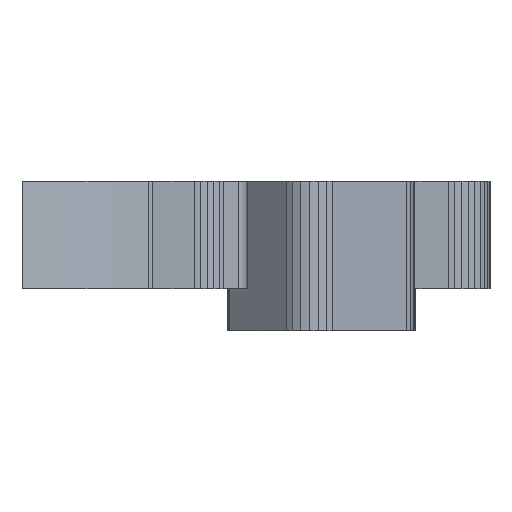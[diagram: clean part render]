
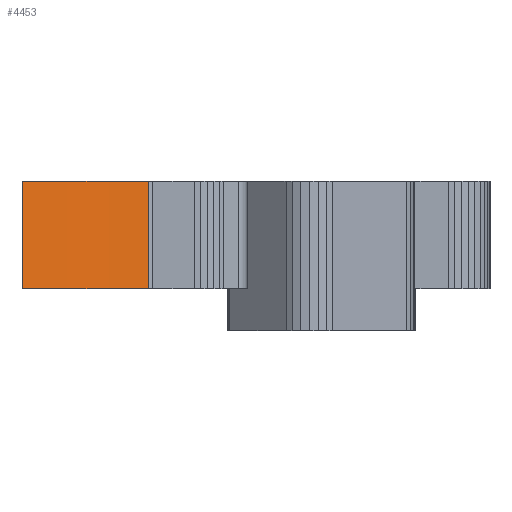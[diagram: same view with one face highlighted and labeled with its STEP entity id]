
A CAD part, left-side view. The second image highlights one B-rep face of the part: STEP entity #4453.
In plain terms, the highlighted cylindrical face has radius 29 mm (diameter 58 mm), a partial arc.
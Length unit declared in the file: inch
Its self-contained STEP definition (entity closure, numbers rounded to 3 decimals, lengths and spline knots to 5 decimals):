
#312=FACE_OUTER_BOUND('',#538,.T.);
#538=EDGE_LOOP('',(#3685,#3686,#3687,#3688));
#1030=LINE('',#6852,#1628);
#1032=LINE('',#6855,#1630);
#1628=VECTOR('',#5522,0.3937);
#1630=VECTOR('',#5526,0.3937);
#1891=CIRCLE('',#4711,1.14173);
#1898=CIRCLE('',#4724,1.14173);
#2114=VERTEX_POINT('',#6590);
#2115=VERTEX_POINT('',#6592);
#2192=VERTEX_POINT('',#6758);
#2193=VERTEX_POINT('',#6760);
#2635=EDGE_CURVE('',#2115,#2114,#1891,.T.);
#2719=EDGE_CURVE('',#2192,#2193,#1898,.T.);
#2765=EDGE_CURVE('',#2193,#2114,#1030,.T.);
#2767=EDGE_CURVE('',#2192,#2115,#1032,.T.);
#3685=ORIENTED_EDGE('',*,*,#2765,.F.);
#3686=ORIENTED_EDGE('',*,*,#2719,.F.);
#3687=ORIENTED_EDGE('',*,*,#2767,.T.);
#3688=ORIENTED_EDGE('',*,*,#2635,.T.);
#4344=CYLINDRICAL_SURFACE('',#4741,1.14173);
#4453=ADVANCED_FACE('',(#312),#4344,.T.);
#4711=AXIS2_PLACEMENT_3D('',#6593,#5351,#5352);
#4724=AXIS2_PLACEMENT_3D('',#6761,#5454,#5455);
#4741=AXIS2_PLACEMENT_3D('',#6854,#5524,#5525);
#5351=DIRECTION('center_axis',(0.,0.,1.));
#5352=DIRECTION('ref_axis',(-0.96,-0.279,0.));
#5454=DIRECTION('center_axis',(0.,0.,1.));
#5455=DIRECTION('ref_axis',(-0.96,-0.279,0.));
#5522=DIRECTION('',(0.,0.,-1.));
#5524=DIRECTION('center_axis',(0.,0.,-1.));
#5525=DIRECTION('ref_axis',(-0.96,-0.279,0.));
#5526=DIRECTION('',(0.,0.,-1.));
#6590=CARTESIAN_POINT('',(-0.90103,-0.03243,0.));
#6592=CARTESIAN_POINT('',(-1.09629,0.34989,0.));
#6593=CARTESIAN_POINT('Origin',(0.,0.66879,0.));
#6758=CARTESIAN_POINT('',(-1.09629,0.34989,0.3248));
#6760=CARTESIAN_POINT('',(-0.90103,-0.03243,0.3248));
#6761=CARTESIAN_POINT('Origin',(0.,0.66879,0.3248));
#6852=CARTESIAN_POINT('',(-0.90103,-0.03243,0.3248));
#6854=CARTESIAN_POINT('Origin',(0.,0.66879,0.3248));
#6855=CARTESIAN_POINT('',(-1.09629,0.34989,0.3248));
